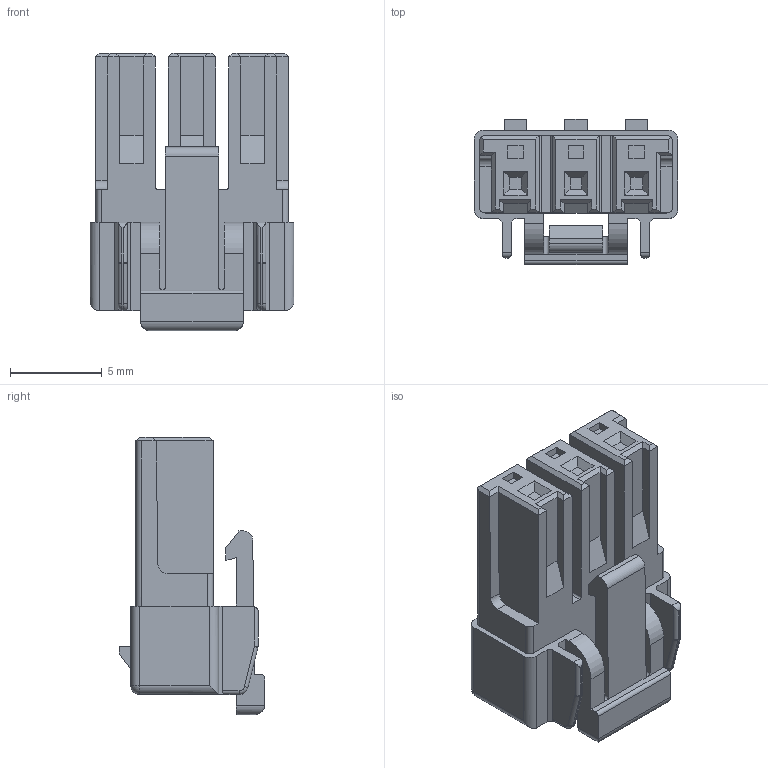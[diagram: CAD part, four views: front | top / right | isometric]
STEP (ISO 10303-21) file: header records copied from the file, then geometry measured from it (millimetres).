
FILE_DESCRIPTION(('Creo Elements/Direct Modeling STEP Export'),'2;1');
FILE_NAME('DF33C-3S-3.3C.stp','2015-10-06T11:57:22',(''),(''),'Creo Elements/Direct Modeling STEP processor for AP214 (Solid Model)','Creo Elements/Direct Modeling 18.1E 22-Nov-2013 (C) Parametric Technology GmbH','');
FILE_SCHEMA(('AUTOMOTIVE_DESIGN { 1 0 10303 214 1 1 1 1 }'));
Length unit declared in the file: millimetre
Products named in the file (1): DF33C-3S-3.3C
Bounding box: 11.1 x 7.9 x 15.1 mm (x, y, z)
Volume: 625.6 mm3; surface area: 827.2 mm2
Topology: 1 solids, 1 shells, 246 faces, 642 edges, 406 vertices
Faces by surface type: plane 188, cylinder 48, torus 8, sphere 2
Entity records: 7464 total; most frequent: CARTESIAN_POINT 1403, ORIENTED_EDGE 1280, DIRECTION 1202, EDGE_CURVE 640, VECTOR 536, LINE 536, VERTEX_POINT 406, AXIS2_PLACEMENT_3D 333
